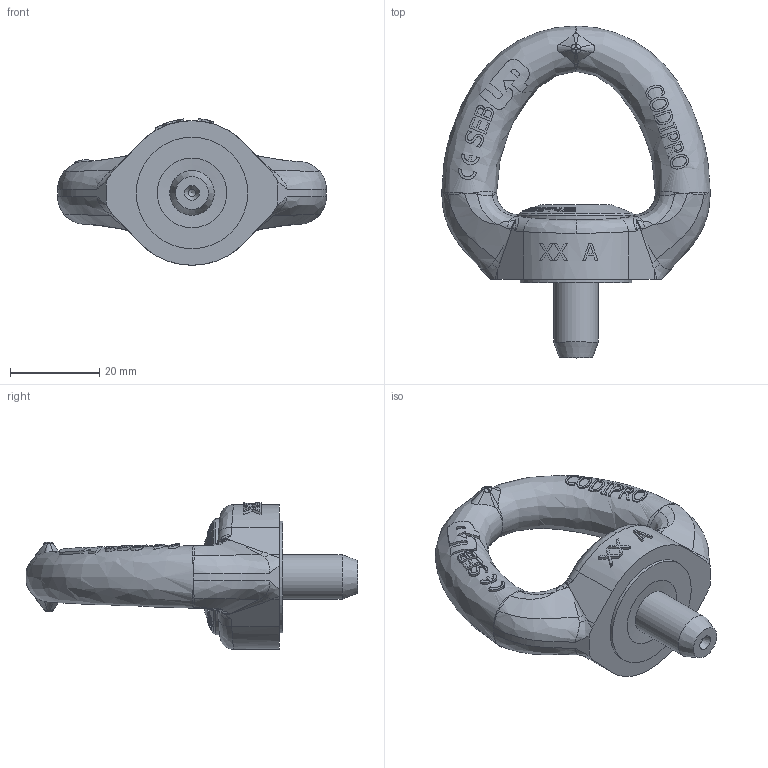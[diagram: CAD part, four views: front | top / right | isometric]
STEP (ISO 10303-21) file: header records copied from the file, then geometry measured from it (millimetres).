
FILE_DESCRIPTION(/* description */ (''),/* implementation_level */ '2;1');
FILE_NAME(/* name */ 'SEB U 038 UP.stp',/* time_stamp */ '2017-09-21T16:12:56+02:00',/* author */ ('rklenes'),/* organization */ (''),/* preprocessor_version */ 'ST-DEVELOPER v16.5',/* originating_system */ 'Autodesk Inventor 2017',/* authorisation */ '');
FILE_SCHEMA (('AUTOMOTIVE_DESIGN { 1 0 10303 214 3 1 1 }'));
Length unit declared in the file: millimetre
Products named in the file (4): SEB U 038 UP; SEM_1; SEA_U3-8X29; SEE_M10A
Assembly tree (3 placements, depth 2):
  SEB U 038 UP
    SEM_1
    SEA_U3-8X29
    SEE_M10A
Bounding box: 60.2 x 74.4 x 32.83 mm (x, y, z)
Volume: 28850.1 mm3; surface area: 11981.4 mm2
Topology: 3 solids, 3 shells, 829 faces, 2242 edges, 1438 vertices
Faces by surface type: bspline 409, plane 326, cone 53, cylinder 39, torus 2
Full cylindrical faces by diameter (mm): 1.6 x1, 10 x3, 10.2 x1, 15.6 x3, 25 x2, 26 x2
Entity records: 37213 total; most frequent: CARTESIAN_POINT 19450, ORIENTED_EDGE 4326, DIRECTION 2515, EDGE_CURVE 2163, VERTEX_POINT 1430, EDGE_LOOP 925, AXIS2_PLACEMENT_3D 874, FACE_OUTER_BOUND 829
